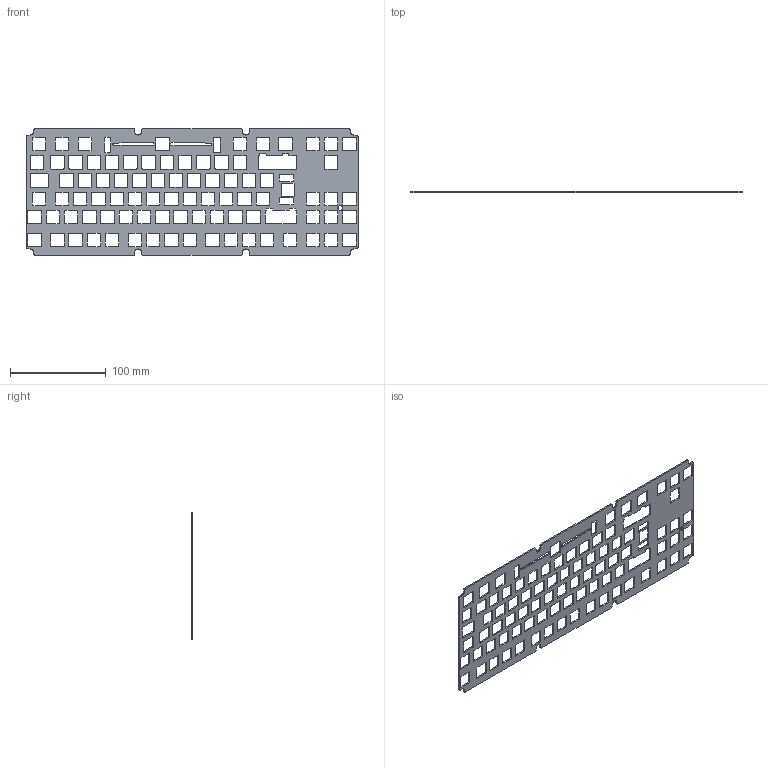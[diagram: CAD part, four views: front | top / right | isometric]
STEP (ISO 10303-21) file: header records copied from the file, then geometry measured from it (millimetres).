
FILE_DESCRIPTION (( 'STEP AP214' ), '1' );
FILE_NAME ('Plate1.6 ISO POM.STEP', '2022-01-25T23:23:34', ( '' ), ( '' ), 'SwSTEP 2.0', 'SolidWorks 2018', '' );
FILE_SCHEMA (( 'AUTOMOTIVE_DESIGN' ));
Length unit declared in the file: millimetre
Products named in the file (1): Plate1.6  ISO POM
Bounding box: 346.61 x 1.5 x 132.01 mm (x, y, z)
Volume: 40052.5 mm3; surface area: 62881.9 mm2
Topology: 1 solids, 1 shells, 828 faces, 2478 edges, 1652 vertices
Faces by surface type: plane 416, cylinder 412
Entity records: 28520 total; most frequent: DIRECTION 4960, CARTESIAN_POINT 4959, ORIENTED_EDGE 4956, EDGE_CURVE 2478, LINE 1654, VECTOR 1654, AXIS2_PLACEMENT_3D 1653, VERTEX_POINT 1652
